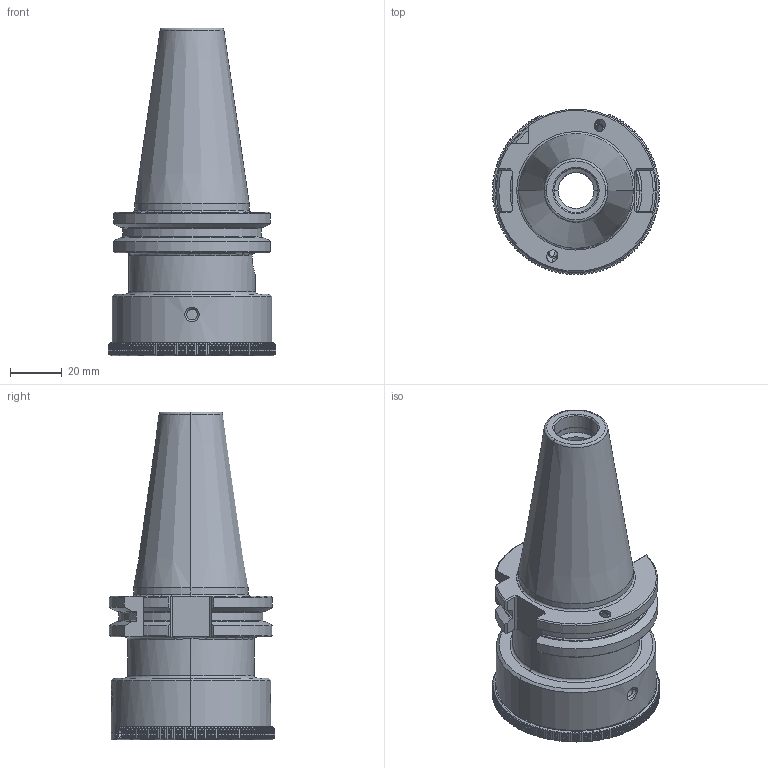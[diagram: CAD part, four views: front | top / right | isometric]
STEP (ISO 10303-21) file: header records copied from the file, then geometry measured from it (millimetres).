
FILE_DESCRIPTION(('no description'),'unknown implementation level');
FILE_NAME('B934E9B8-7ABC-4F76-A9F4-C9791CA028F1_export.stp',' ',('CIMSOURCE GmbH'),('CADClick - KiM GmbH - www.kimweb.de'),'unknown preprocess','ACIS','unknown authorization');
FILE_SCHEMA(('automotive_design'));
Length unit declared in the file: millimetre
Products named in the file (2): 336.301 Kaiser BVH SK40-VBV X CK6|336.301 Kaiser BVH SK40-VBV X CK6_Standard;NONE; 336.301 Kaiser BVH SK40-VBV X CK6|690.436 Kaiser ETL M12 X 18 CK6_Standard;NONE
Bounding box: 65 x 64.16 x 127.25 mm (x, y, z)
Volume: 143886.2 mm3; surface area: 42174.5 mm2
Topology: 2 solids, 2 shells, 819 faces, 2343 edges, 1526 vertices
Faces by surface type: plane 494, cylinder 230, cone 64, torus 30, bspline 1
Entity records: 54266 total; most frequent: CARTESIAN_POINT 8974, STYLED_ITEM 4686, PRESENTATION_STYLE_ASSIGNMENT 4686, COLOUR_RGB 4686, ORIENTED_EDGE 4678, DIRECTION 3676, EDGE_CURVE 2339, CURVE_STYLE 2339
